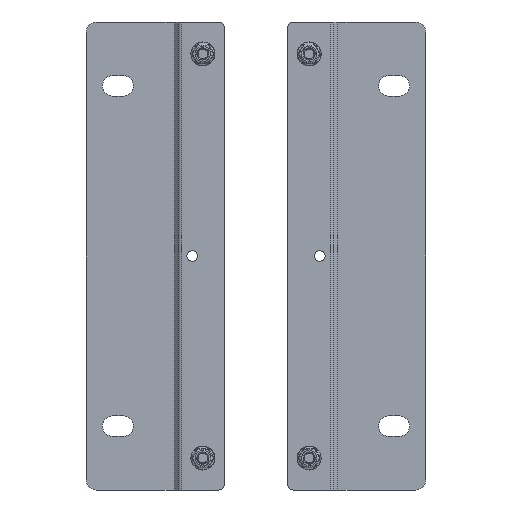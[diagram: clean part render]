
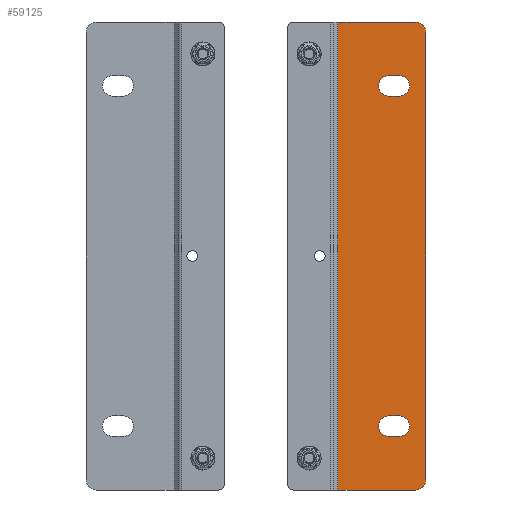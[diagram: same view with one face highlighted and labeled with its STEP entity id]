
A CAD part, front view. The second image highlights one B-rep face of the part: STEP entity #59125.
In plain terms, the highlighted planar face has unit normal (0, -1, 0).
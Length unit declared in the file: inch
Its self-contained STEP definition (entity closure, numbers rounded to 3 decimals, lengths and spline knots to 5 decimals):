
#35 = VERTEX_POINT ( 'NONE', #62717 ) ;
#167 = DIRECTION ( 'NONE',  ( -1., 0., 0. ) ) ;
#264 = DIRECTION ( 'NONE',  ( 0., 0., 1. ) ) ;
#1489 = VERTEX_POINT ( 'NONE', #30574 ) ;
#3689 = ORIENTED_EDGE ( 'NONE', *, *, #29024, .T. ) ;
#4069 = LINE ( 'NONE', #11514, #69343 ) ;
#6160 = ORIENTED_EDGE ( 'NONE', *, *, #47617, .T. ) ;
#6987 = CARTESIAN_POINT ( 'NONE',  ( 1.17636, 0.125, -5.5 ) ) ;
#7478 = CARTESIAN_POINT ( 'NONE',  ( 1.17636, 0.125, 4.24 ) ) ;
#7901 = ORIENTED_EDGE ( 'NONE', *, *, #44343, .T. ) ;
#8577 = LINE ( 'NONE', #13630, #57144 ) ;
#9159 = AXIS2_PLACEMENT_3D ( 'NONE', #51885, #70843, #69637 ) ;
#9250 = ORIENTED_EDGE ( 'NONE', *, *, #9770, .T. ) ;
#9770 = EDGE_CURVE ( 'NONE', #35, #70626, #58914, .T. ) ;
#11514 = CARTESIAN_POINT ( 'NONE',  ( 1.17636, 0.125, -5.5 ) ) ;
#12878 = VECTOR ( 'NONE', #24943, 39.37008 ) ;
#12987 = CIRCLE ( 'NONE', #24845, 0.24 ) ;
#13487 = VERTEX_POINT ( 'NONE', #58439 ) ;
#13630 = CARTESIAN_POINT ( 'NONE',  ( 1.17636, 0.125, -3.76 ) ) ;
#13681 = ORIENTED_EDGE ( 'NONE', *, *, #74510, .T. ) ;
#16855 = CARTESIAN_POINT ( 'NONE',  ( 2.62, 0.125, 3.76 ) ) ;
#18606 = VERTEX_POINT ( 'NONE', #24347 ) ;
#18780 = DIRECTION ( 'NONE',  ( 0., 0., -1. ) ) ;
#20872 = DIRECTION ( 'NONE',  ( -1., 0., 0. ) ) ;
#21770 = CARTESIAN_POINT ( 'NONE',  ( 2.62, 0.125, -3.76 ) ) ;
#22717 = DIRECTION ( 'NONE',  ( 1., 0., 0. ) ) ;
#24138 = FACE_OUTER_BOUND ( 'NONE', #80731, .T. ) ;
#24347 = CARTESIAN_POINT ( 'NONE',  ( 2.37, 0.125, 3.76 ) ) ;
#24646 = LINE ( 'NONE', #81301, #33979 ) ;
#24845 = AXIS2_PLACEMENT_3D ( 'NONE', #60703, #67680, #42077 ) ;
#24930 = EDGE_CURVE ( 'NONE', #13487, #27182, #24646, .T. ) ;
#24943 = DIRECTION ( 'NONE',  ( -1., 0., 0. ) ) ;
#25219 = EDGE_CURVE ( 'NONE', #1489, #48998, #81603, .T. ) ;
#27182 = VERTEX_POINT ( 'NONE', #28308 ) ;
#27565 = ORIENTED_EDGE ( 'NONE', *, *, #25219, .T. ) ;
#28308 = CARTESIAN_POINT ( 'NONE',  ( 3.245, 0.125, 5.25 ) ) ;
#29024 = EDGE_CURVE ( 'NONE', #18606, #64002, #47927, .T. ) ;
#30574 = CARTESIAN_POINT ( 'NONE',  ( 2.995, 0.125, 5.5 ) ) ;
#31958 = CARTESIAN_POINT ( 'NONE',  ( 1.17636, 0.125, 5.5 ) ) ;
#32501 = DIRECTION ( 'NONE',  ( 0., 1., 0. ) ) ;
#32916 = CARTESIAN_POINT ( 'NONE',  ( 2.37, 0.125, -4. ) ) ;
#32991 = CARTESIAN_POINT ( 'NONE',  ( 2.37, 0.125, 4. ) ) ;
#33279 = EDGE_LOOP ( 'NONE', ( #6160, #57982, #3689, #52045 ) ) ;
#33684 = CARTESIAN_POINT ( 'NONE',  ( 1.17636, 0.125, 3.76 ) ) ;
#33979 = VECTOR ( 'NONE', #264, 39.37008 ) ;
#34261 = DIRECTION ( 'NONE',  ( 0., 1., 0. ) ) ;
#35393 = ORIENTED_EDGE ( 'NONE', *, *, #51299, .T. ) ;
#35430 = VERTEX_POINT ( 'NONE', #21770 ) ;
#36701 = EDGE_CURVE ( 'NONE', #54417, #61222, #4069, .T. ) ;
#38030 = VERTEX_POINT ( 'NONE', #54045 ) ;
#38166 = LINE ( 'NONE', #7478, #64865 ) ;
#38853 = DIRECTION ( 'NONE',  ( 1., 0., 0. ) ) ;
#40518 = ORIENTED_EDGE ( 'NONE', *, *, #78603, .T. ) ;
#40548 = VECTOR ( 'NONE', #57153, 39.37008 ) ;
#41584 = CARTESIAN_POINT ( 'NONE',  ( 2.37, 0.125, 4.24 ) ) ;
#42077 = DIRECTION ( 'NONE',  ( 0., 0., -1. ) ) ;
#44015 = LINE ( 'NONE', #68814, #64490 ) ;
#44343 = EDGE_CURVE ( 'NONE', #38030, #35, #44015, .T. ) ;
#44854 = CIRCLE ( 'NONE', #9159, 0.25 ) ;
#45428 = DIRECTION ( 'NONE',  ( 0., 0., -1. ) ) ;
#47366 = EDGE_CURVE ( 'NONE', #64002, #78228, #38166, .T. ) ;
#47617 = EDGE_CURVE ( 'NONE', #78228, #64968, #64668, .T. ) ;
#47927 = CIRCLE ( 'NONE', #66392, 0.24 ) ;
#48998 = VERTEX_POINT ( 'NONE', #67324 ) ;
#49405 = FACE_BOUND ( 'NONE', #52157, .T. ) ;
#51299 = EDGE_CURVE ( 'NONE', #70626, #35430, #8577, .T. ) ;
#51885 = CARTESIAN_POINT ( 'NONE',  ( 2.995, 0.125, -5.25 ) ) ;
#51981 = CARTESIAN_POINT ( 'NONE',  ( 2.62, 0.125, 4.24 ) ) ;
#52045 = ORIENTED_EDGE ( 'NONE', *, *, #47366, .T. ) ;
#52157 = EDGE_LOOP ( 'NONE', ( #13681, #7901, #9250, #35393 ) ) ;
#54045 = CARTESIAN_POINT ( 'NONE',  ( 2.62, 0.125, -4.24 ) ) ;
#54417 = VERTEX_POINT ( 'NONE', #6987 ) ;
#54461 = CARTESIAN_POINT ( 'NONE',  ( 2.995, 0.125, -5.5 ) ) ;
#55190 = DIRECTION ( 'NONE',  ( 0., 1., 0. ) ) ;
#55583 = DIRECTION ( 'NONE',  ( 0., -1., 0. ) ) ;
#56156 = ORIENTED_EDGE ( 'NONE', *, *, #36701, .T. ) ;
#57144 = VECTOR ( 'NONE', #38853, 39.37008 ) ;
#57153 = DIRECTION ( 'NONE',  ( 0., 0., -1. ) ) ;
#57206 = PLANE ( 'NONE',  #62324 ) ;
#57982 = ORIENTED_EDGE ( 'NONE', *, *, #79770, .T. ) ;
#58439 = CARTESIAN_POINT ( 'NONE',  ( 3.245, 0.125, -5.25 ) ) ;
#58914 = CIRCLE ( 'NONE', #76053, 0.24 ) ;
#59125 = ADVANCED_FACE ( 'NONE', ( #62997, #49405, #24138 ), #57206, .T. ) ;
#60703 = CARTESIAN_POINT ( 'NONE',  ( 2.62, 0.125, -4. ) ) ;
#61222 = VERTEX_POINT ( 'NONE', #54461 ) ;
#61397 = CARTESIAN_POINT ( 'NONE',  ( 2.62, 0.125, 4. ) ) ;
#61410 = ORIENTED_EDGE ( 'NONE', *, *, #78607, .T. ) ;
#62196 = DIRECTION ( 'NONE',  ( 0., 0., -1. ) ) ;
#62324 = AXIS2_PLACEMENT_3D ( 'NONE', #76201, #55583, #62196 ) ;
#62612 = ORIENTED_EDGE ( 'NONE', *, *, #24930, .T. ) ;
#62717 = CARTESIAN_POINT ( 'NONE',  ( 2.37, 0.125, -4.24 ) ) ;
#62997 = FACE_BOUND ( 'NONE', #33279, .T. ) ;
#63769 = CARTESIAN_POINT ( 'NONE',  ( 1.17636, 0.125, 5.5 ) ) ;
#64002 = VERTEX_POINT ( 'NONE', #41584 ) ;
#64170 = LINE ( 'NONE', #63769, #40548 ) ;
#64490 = VECTOR ( 'NONE', #167, 39.37008 ) ;
#64668 = CIRCLE ( 'NONE', #67326, 0.24 ) ;
#64689 = CARTESIAN_POINT ( 'NONE',  ( 2.995, 0.125, 5.25 ) ) ;
#64736 = LINE ( 'NONE', #33684, #72703 ) ;
#64865 = VECTOR ( 'NONE', #75772, 39.37008 ) ;
#64968 = VERTEX_POINT ( 'NONE', #16855 ) ;
#66392 = AXIS2_PLACEMENT_3D ( 'NONE', #32991, #34261, #45428 ) ;
#67324 = CARTESIAN_POINT ( 'NONE',  ( 1.17636, 0.125, 5.5 ) ) ;
#67326 = AXIS2_PLACEMENT_3D ( 'NONE', #61397, #55190, #80407 ) ;
#67680 = DIRECTION ( 'NONE',  ( 0., 1., 0. ) ) ;
#67763 = CARTESIAN_POINT ( 'NONE',  ( 2.37, 0.125, -3.76 ) ) ;
#68814 = CARTESIAN_POINT ( 'NONE',  ( 1.17636, 0.125, -4.24 ) ) ;
#69343 = VECTOR ( 'NONE', #22717, 39.37008 ) ;
#69637 = DIRECTION ( 'NONE',  ( 0., 0., -1. ) ) ;
#70626 = VERTEX_POINT ( 'NONE', #67763 ) ;
#70843 = DIRECTION ( 'NONE',  ( 0., -1., 0. ) ) ;
#71057 = ORIENTED_EDGE ( 'NONE', *, *, #72620, .T. ) ;
#71377 = DIRECTION ( 'NONE',  ( 0., 0., -1. ) ) ;
#72620 = EDGE_CURVE ( 'NONE', #48998, #54417, #64170, .T. ) ;
#72703 = VECTOR ( 'NONE', #20872, 39.37008 ) ;
#73950 = AXIS2_PLACEMENT_3D ( 'NONE', #64689, #75849, #18780 ) ;
#74510 = EDGE_CURVE ( 'NONE', #35430, #38030, #12987, .T. ) ;
#75772 = DIRECTION ( 'NONE',  ( 1., 0., 0. ) ) ;
#75849 = DIRECTION ( 'NONE',  ( 0., -1., 0. ) ) ;
#76053 = AXIS2_PLACEMENT_3D ( 'NONE', #32916, #32501, #71377 ) ;
#76201 = CARTESIAN_POINT ( 'NONE',  ( 1.17636, 0.125, 5.5 ) ) ;
#78228 = VERTEX_POINT ( 'NONE', #51981 ) ;
#78603 = EDGE_CURVE ( 'NONE', #27182, #1489, #80522, .T. ) ;
#78607 = EDGE_CURVE ( 'NONE', #61222, #13487, #44854, .T. ) ;
#79770 = EDGE_CURVE ( 'NONE', #64968, #18606, #64736, .T. ) ;
#80407 = DIRECTION ( 'NONE',  ( 0., 0., -1. ) ) ;
#80522 = CIRCLE ( 'NONE', #73950, 0.25 ) ;
#80731 = EDGE_LOOP ( 'NONE', ( #62612, #40518, #27565, #71057, #56156, #61410 ) ) ;
#81301 = CARTESIAN_POINT ( 'NONE',  ( 3.245, 0.125, 5.5 ) ) ;
#81603 = LINE ( 'NONE', #31958, #12878 ) ;
